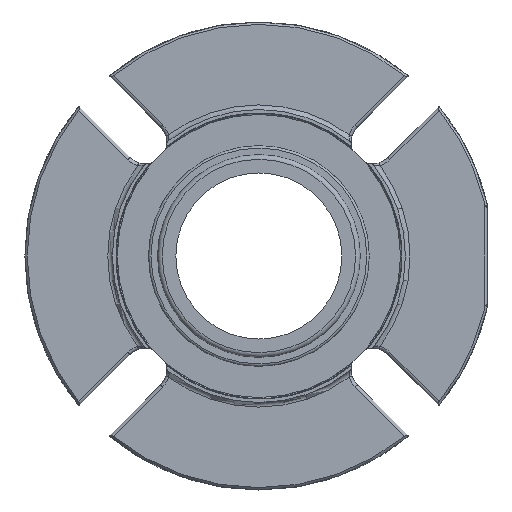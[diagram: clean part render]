
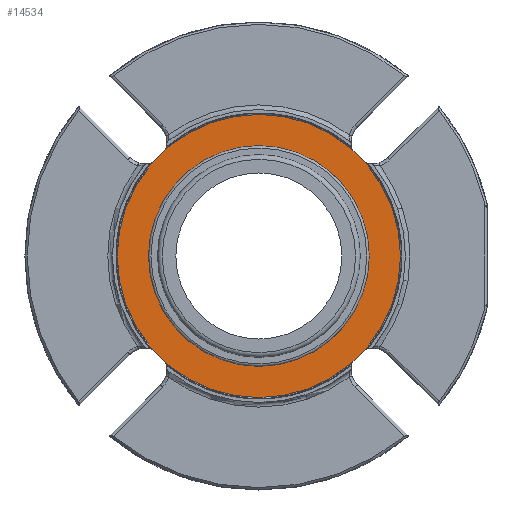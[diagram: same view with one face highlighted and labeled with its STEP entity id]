
A CAD part, left-side view. The second image highlights one B-rep face of the part: STEP entity #14534.
In plain terms, the highlighted planar face has unit normal (-1, 0, 0).
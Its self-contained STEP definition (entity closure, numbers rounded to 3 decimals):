
#1811=PLANE('',#15203);
#2053=ORIENTED_EDGE('',*,*,#5170,.T.);
#2054=ORIENTED_EDGE('',*,*,#5169,.F.);
#5169=EDGE_CURVE('',#6733,#6733,#7732,.F.);
#5170=EDGE_CURVE('',#6734,#6734,#7733,.T.);
#6733=VERTEX_POINT('',#19174);
#6734=VERTEX_POINT('',#19177);
#7732=CIRCLE('',#15202,35.878);
#7733=CIRCLE('',#15204,46.038);
#8323=EDGE_LOOP('',(#2053));
#8324=EDGE_LOOP('',(#2054));
#9072=FACE_BOUND('',#8323,.T.);
#9073=FACE_BOUND('',#8324,.T.);
#14534=ADVANCED_FACE('',(#9072,#9073),#1811,.F.);
#15202=AXIS2_PLACEMENT_3D('',#19173,#16367,#16368);
#15203=AXIS2_PLACEMENT_3D('',#19175,#16369,#16370);
#15204=AXIS2_PLACEMENT_3D('',#19176,#16371,#16372);
#16367=DIRECTION('',(1.,0.,0.));
#16368=DIRECTION('',(0.,1.,0.));
#16369=DIRECTION('',(1.,0.,0.));
#16370=DIRECTION('',(0.,0.,1.));
#16371=DIRECTION('',(-1.,0.,0.));
#16372=DIRECTION('',(0.,0.,-1.));
#19173=CARTESIAN_POINT('',(-0.508,0.,0.));
#19174=CARTESIAN_POINT('',(-0.508,35.878,0.));
#19175=CARTESIAN_POINT('',(-0.508,0.,-46.038));
#19176=CARTESIAN_POINT('',(-0.508,0.,0.));
#19177=CARTESIAN_POINT('',(-0.508,0.,-46.038));
